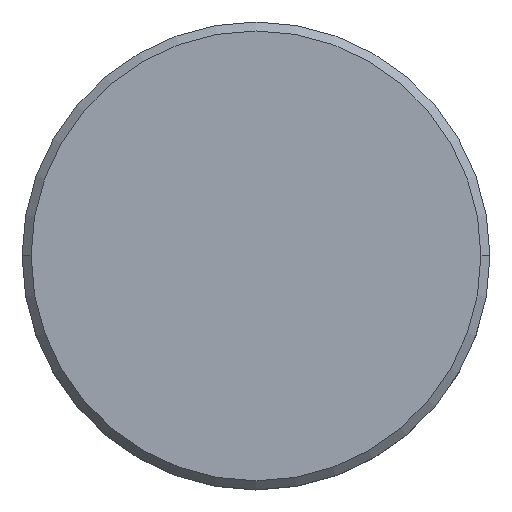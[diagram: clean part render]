
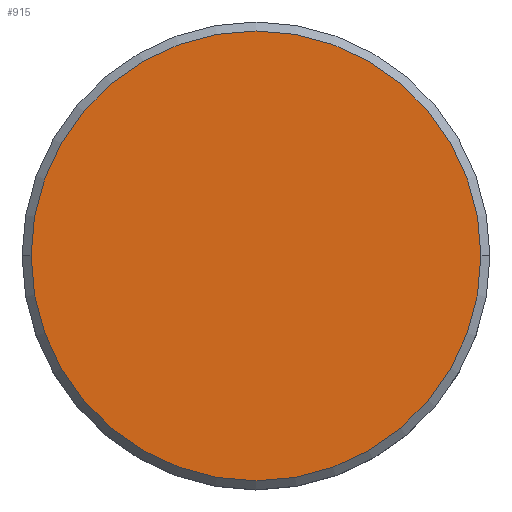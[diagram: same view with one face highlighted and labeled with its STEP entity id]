
A CAD part, top view. The second image highlights one B-rep face of the part: STEP entity #915.
In plain terms, the highlighted planar face has unit normal (0, 0, 1).
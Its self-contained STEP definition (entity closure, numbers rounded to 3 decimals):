
#139 = PLANE ( 'NONE',  #304 ) ;
#196 = EDGE_CURVE ( 'NONE', #501, #340, #694, .T. ) ;
#198 = AXIS2_PLACEMENT_3D ( 'NONE', #874, #803, #293 ) ;
#236 = EDGE_LOOP ( 'NONE', ( #773, #487 ) ) ;
#281 = CARTESIAN_POINT ( 'NONE',  ( -12.5, 0., 0. ) ) ;
#293 = DIRECTION ( 'NONE',  ( 1., 0., 0. ) ) ;
#304 = AXIS2_PLACEMENT_3D ( 'NONE', #535, #944, #1029 ) ;
#340 = VERTEX_POINT ( 'NONE', #682 ) ;
#388 = AXIS2_PLACEMENT_3D ( 'NONE', #863, #992, #738 ) ;
#487 = ORIENTED_EDGE ( 'NONE', *, *, #557, .T. ) ;
#501 = VERTEX_POINT ( 'NONE', #281 ) ;
#535 = CARTESIAN_POINT ( 'NONE',  ( 0., 0., 0. ) ) ;
#557 = EDGE_CURVE ( 'NONE', #340, #501, #627, .T. ) ;
#627 = CIRCLE ( 'NONE', #198, 12.5 ) ;
#682 = CARTESIAN_POINT ( 'NONE',  ( 12.5, 0., 0. ) ) ;
#694 = CIRCLE ( 'NONE', #388, 12.5 ) ;
#738 = DIRECTION ( 'NONE',  ( 1., 0., 0. ) ) ;
#773 = ORIENTED_EDGE ( 'NONE', *, *, #196, .T. ) ;
#803 = DIRECTION ( 'NONE',  ( 0., 0., 1. ) ) ;
#863 = CARTESIAN_POINT ( 'NONE',  ( 0., 0., 0. ) ) ;
#864 = FACE_OUTER_BOUND ( 'NONE', #236, .T. ) ;
#874 = CARTESIAN_POINT ( 'NONE',  ( 0., 0., 0. ) ) ;
#915 = ADVANCED_FACE ( 'NONE', ( #864 ), #139, .T. ) ;
#944 = DIRECTION ( 'NONE',  ( 0., 0., 1. ) ) ;
#992 = DIRECTION ( 'NONE',  ( 0., 0., 1. ) ) ;
#1029 = DIRECTION ( 'NONE',  ( 1., 0., 0. ) ) ;
